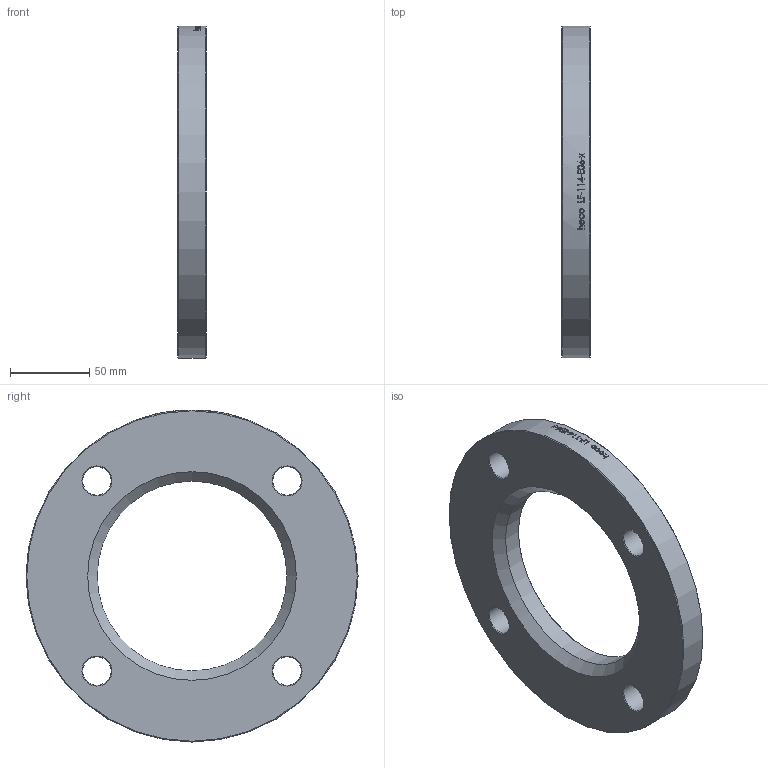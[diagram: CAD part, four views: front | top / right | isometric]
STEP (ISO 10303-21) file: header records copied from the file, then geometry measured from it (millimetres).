
FILE_DESCRIPTION (( 'STEP AP214' ), '1' );
FILE_NAME ('LF-114-E06-x Loser Flansch 2012.STEP', '2020-12-10T12:50:23', ( '' ), ( '' ), 'SwSTEP 2.0', 'SolidWorks 2019', '' );
FILE_SCHEMA (( 'AUTOMOTIVE_DESIGN' ));
Length unit declared in the file: millimetre
Products named in the file (1): LF-114-E06-x Loser Flansch 2012
Bounding box: 18 x 210 x 210 mm (x, y, z)
Volume: 394156.6 mm3; surface area: 65441 mm2
Topology: 1 solids, 1 shells, 41 faces, 194 edges, 176 vertices
Faces by surface type: cylinder 27, cone 12, plane 2
Full cylindrical faces by diameter (mm): 18 x4, 120 x1, 210 x1
Entity records: 3754 total; most frequent: CARTESIAN_POINT 2039, ORIENTED_EDGE 340, DIRECTION 248, VERTEX_POINT 170, EDGE_CURVE 170, AXIS2_PLACEMENT_3D 107, EDGE_LOOP 90, B_SPLINE_CURVE_WITH_KNOTS 71
